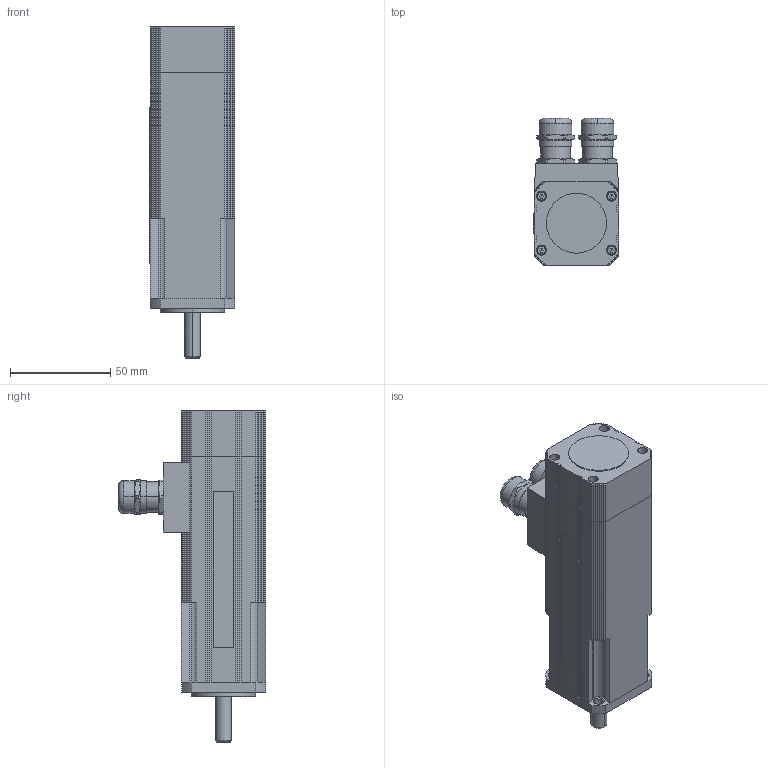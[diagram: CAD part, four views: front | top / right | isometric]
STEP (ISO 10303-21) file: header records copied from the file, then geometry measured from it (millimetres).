
FILE_DESCRIPTION((''),'2;1');
FILE_NAME('FP-034.stp','2009-03-25T14:32:06',('jlopez'),(''),'Autodesk Inventor 9','Autodesk Inventor 9','');
FILE_SCHEMA(('AUTOMOTIVE_DESIGN { 1 0 10303 214 1 1 1 1 }'));
Length unit declared in the file: millimetre
Products named in the file (1): FP-034
Bounding box: 42.5 x 73.5 x 166 mm (x, y, z)
Volume: 253619.4 mm3; surface area: 39185.5 mm2
Topology: 1 solids, 6 shells, 628 faces, 1598 edges, 1009 vertices
Faces by surface type: plane 301, cylinder 156, cone 78, bspline 63, torus 30
Entity records: 19127 total; most frequent: CARTESIAN_POINT 4255, ORIENTED_EDGE 3144, DIRECTION 3074, EDGE_CURVE 1572, AXIS2_PLACEMENT_3D 1088, VERTEX_POINT 1009, VECTOR 898, LINE 898
